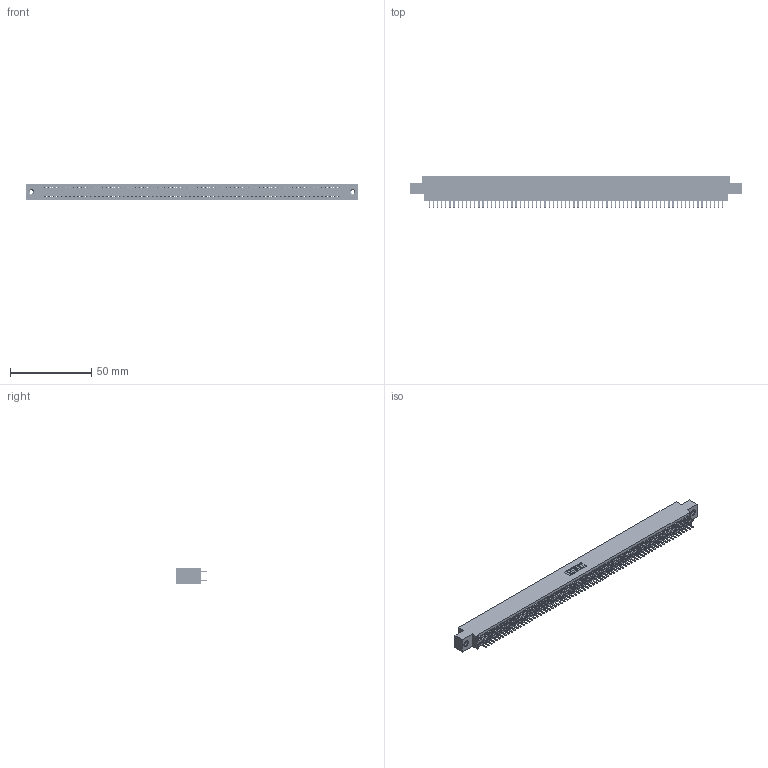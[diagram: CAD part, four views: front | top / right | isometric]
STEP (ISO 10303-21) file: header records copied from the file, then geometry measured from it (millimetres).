
FILE_DESCRIPTION (( 'STEP AP203' ), '1' );
FILE_NAME ('395-144-520-808.STEP', '2018-12-06T06:09:21', ( '' ), ( '' ), 'SwSTEP 2.0', 'SolidWorks 2016', '' );
FILE_SCHEMA (( 'CONFIG_CONTROL_DESIGN' ));
Length unit declared in the file: inch
Products named in the file (4): 345-292-001_345-293-120; 345 Part_0.170 Offset - 0.156 Dia-TI; 395-144-520-808; 345-250-001_345-250-003-102
Assembly tree (147 placements, depth 2):
  395-144-520-808
    345 Part_0.170 Offset - 0.156 Dia-TI
    345-292-001_345-293-120  x144
    345-250-001_345-250-003-102  x2
Bounding box: 204.09 x 19.68 x 9.4 mm (x, y, z)
Volume: 19920.7 mm3; surface area: 30049.4 mm2
Topology: 147 solids, 147 shells, 7966 faces, 23097 edges, 15006 vertices
Faces by surface type: plane 5156, cylinder 2794, cone 12, torus 4
Entity records: 53886 total; most frequent: CARTESIAN_POINT 8999, ORIENTED_EDGE 8914, DIRECTION 7911, EDGE_CURVE 4457, VECTOR 4013, LINE 4013, VERTEX_POINT 2964, AXIS2_PLACEMENT_3D 1949
